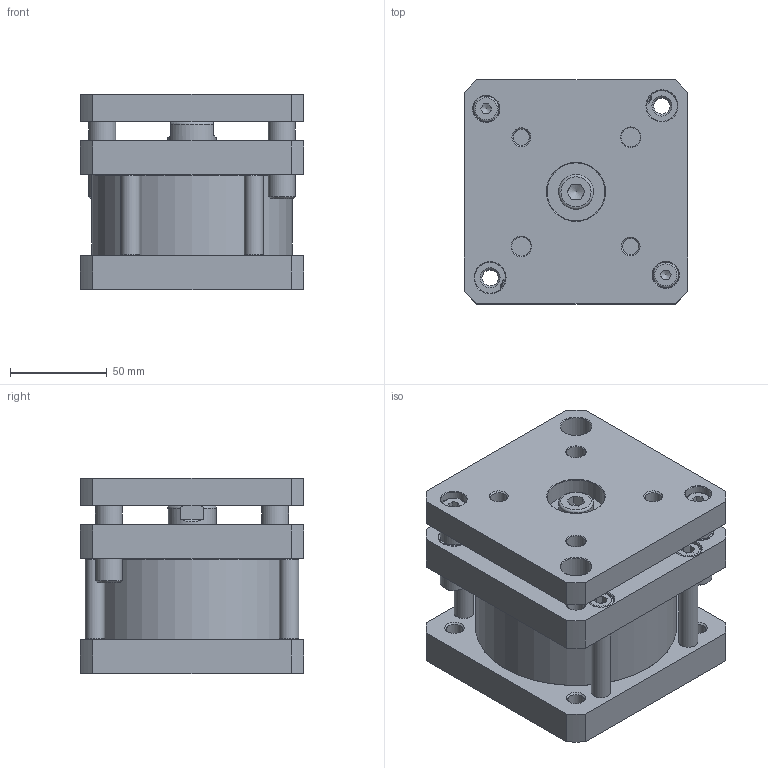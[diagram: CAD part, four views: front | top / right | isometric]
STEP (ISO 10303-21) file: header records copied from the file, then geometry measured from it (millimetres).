
FILE_DESCRIPTION((''),'2;1');
FILE_NAME('XDMA100.010.GS.F.stp','2014-05-19T15:06:23',('carlo.corazza'),(''),'Autodesk Inventor 2012','Autodesk Inventor 2012','');
FILE_SCHEMA(('AUTOMOTIVE_DESIGN { 1 0 10303 214 1 1 1 1 }'));
Length unit declared in the file: millimetre
Products named in the file (8): XDMA100..GS.F; CORPO-010; STELO-010; TAA; TIRANTE-010; TP; STAFFA; COLONNETTA-010
Assembly tree (11 placements, depth 2):
  XDMA100..GS.F
    CORPO-010
    STELO-010
    TAA
    TIRANTE-010  x4
    TP
    STAFFA
    COLONNETTA-010  x2
Bounding box: 116 x 116 x 101 mm (x, y, z)
Volume: 685577.4 mm3; surface area: 166060.6 mm2
Topology: 11 solids, 22 shells, 376 faces, 851 edges, 530 vertices
Faces by surface type: plane 147, cone 124, cylinder 89, torus 16
Full cylindrical faces by diameter (mm): 6 x2, 6.647 x10, 8.376 x8, 8.566 x2, 8.9 x8, 9.1 x2, 10 x6, 10.106 x1, 13 x10, 13.5 x2, 14 x10, 16 x4, 18 x1, 25 x1, 25.6 x1, 26.9 x1, 28 x1, 29.8 x1, 30 x2, 100 x1, 104 x1
Entity records: 8984 total; most frequent: CARTESIAN_POINT 1656, DIRECTION 1446, ORIENTED_EDGE 1106, AXIS2_PLACEMENT_3D 613, EDGE_LOOP 580, EDGE_CURVE 553, VERTEX_POINT 441, STYLED_ITEM 342
